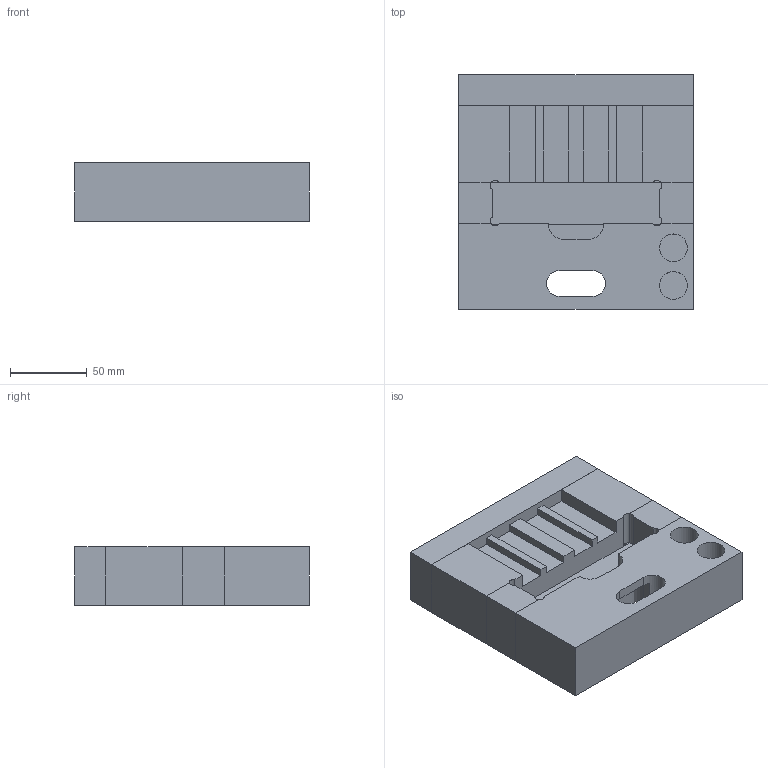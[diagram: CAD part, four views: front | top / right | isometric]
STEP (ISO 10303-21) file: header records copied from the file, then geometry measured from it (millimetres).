
FILE_DESCRIPTION(/* description */ (''),/* implementation_level */ '2;1');
FILE_NAME(/* name */ 'Bottom Half Foam.step',/* time_stamp */ '2020-03-02T16:30:03-05:00',/* author */ (''),/* organization */ (''),/* preprocessor_version */ 'ST-DEVELOPER v18',/* originating_system */ 'Autodesk Translation Framework v8.12.0.6',/* authorisation */ '');
FILE_SCHEMA (('AUTOMOTIVE_DESIGN { 1 0 10303 214 3 1 1 }'));
Length unit declared in the file: millimetre
Products named in the file (1): Bottom Half
Bounding box: 152.5 x 152.4 x 38.1 mm (x, y, z)
Volume: 650447 mm3; surface area: 111047.7 mm2
Topology: 4 solids, 4 shells, 105 faces, 288 edges, 192 vertices
Faces by surface type: plane 77, cylinder 28
Full cylindrical faces by diameter (mm): 18 x2
Entity records: 3365 total; most frequent: CARTESIAN_POINT 586, ORIENTED_EDGE 576, DIRECTION 562, EDGE_CURVE 288, LINE 226, VECTOR 226, VERTEX_POINT 192, AXIS2_PLACEMENT_3D 168
